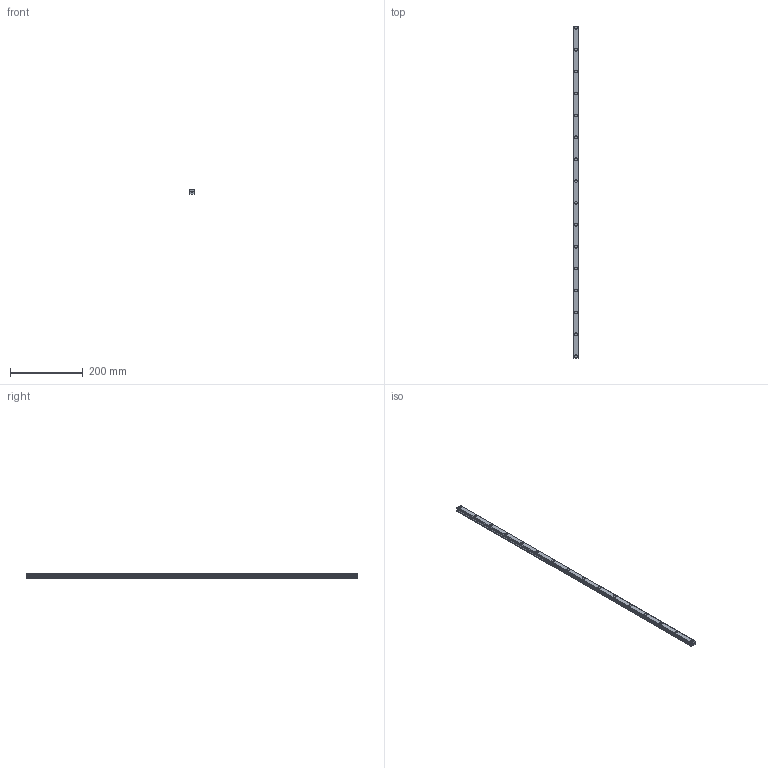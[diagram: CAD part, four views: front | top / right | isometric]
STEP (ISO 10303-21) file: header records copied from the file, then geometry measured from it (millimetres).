
FILE_DESCRIPTION(('STEP AP214'),'1');
FILE_NAME('cctmp_A0FB3AA2-8906-4A45-9DE8-D7437B2C882C_2021_02_03_11_58_58_0936..stp','2021-02-03T10:58:59',('HIWIN GmbH'),('CADClick - www.CADClick.com'),'Spatial InterOp 3D',' ','unknown authorization');
FILE_SCHEMA(('AUTOMOTIVE_DESIGN'));
Length unit declared in the file: millimetre
Products named in the file (1): EGR15U910C_FILE
Bounding box: 15 x 910 x 12.5 mm (x, y, z)
Volume: 144695.6 mm3; surface area: 55866.2 mm2
Topology: 1 solids, 1 shells, 263 faces, 675 edges, 450 vertices
Faces by surface type: plane 149, cylinder 114
Entity records: 10229 total; most frequent: DIRECTION 1495, CARTESIAN_POINT 1389, ORIENTED_EDGE 1350, EDGE_CURVE 675, AXIS2_PLACEMENT_3D 556, VERTEX_POINT 450, LINE 383, VECTOR 383
